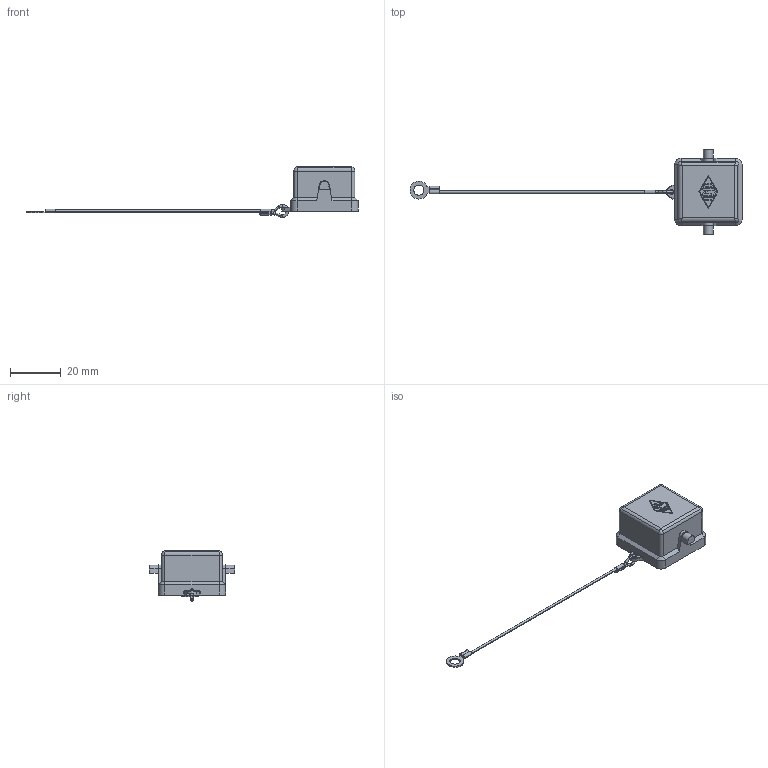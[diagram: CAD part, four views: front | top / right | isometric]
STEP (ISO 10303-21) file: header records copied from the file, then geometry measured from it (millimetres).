
FILE_DESCRIPTION((''),'2;1');
FILE_NAME('CKA 03 CA.stp','2006-12-07T10:27:50',('gembarski'),(''),'Autodesk Inventor 7','Autodesk Inventor 7','');
FILE_SCHEMA(('AUTOMOTIVE_DESIGN { 1 0 10303 214 1 1 1 1 }'));
Length unit declared in the file: millimetre
Products named in the file (1): CKA Schutzdeckel Größe 21_21 Metall
Bounding box: 130.74 x 33.5 x 20 mm (x, y, z)
Volume: 3236.2 mm3; surface area: 4874.3 mm2
Topology: 1 solids, 1 shells, 204 faces, 534 edges, 335 vertices
Faces by surface type: cylinder 85, plane 81, torus 18, bspline 16, cone 4
Entity records: 6829 total; most frequent: CARTESIAN_POINT 1721, DIRECTION 1105, ORIENTED_EDGE 1048, EDGE_CURVE 524, AXIS2_PLACEMENT_3D 408, VERTEX_POINT 333, VECTOR 289, LINE 289
